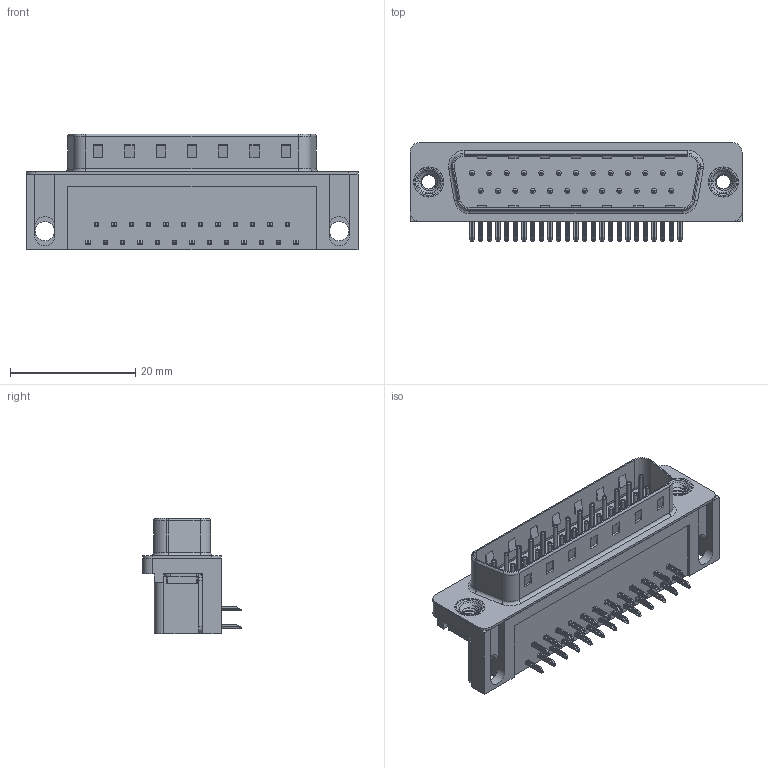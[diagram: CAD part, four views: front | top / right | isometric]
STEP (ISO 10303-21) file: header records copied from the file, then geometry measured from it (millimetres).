
FILE_DESCRIPTION (( 'STEP AP203' ), '1' );
FILE_NAME ('MHDR-25MNS-C1.STEP', '2025-11-26T16:57:12', ( '' ), ( '' ), 'SwSTEP 2.0', 'SolidWorks 2023', '' );
FILE_SCHEMA (( 'CONFIG_CONTROL_DESIGN' ));
Length unit declared in the file: millimetre
Products named in the file (7): MHDR Contact Top; MHDR Shell_25 Socket; MHDR 4-40 Threaded Rivet; MHDR Contact Bottom; MHDR Housing_25 Socket; MHDR Thru Hole Board Mount; MHDR-25MNS-C1
Assembly tree (31 placements, depth 2):
  MHDR-25MNS-C1
    MHDR Housing_25 Socket
    MHDR Shell_25 Socket
    MHDR Contact Bottom  x12
    MHDR Contact Top  x13
    MHDR Thru Hole Board Mount  x2
    MHDR 4-40 Threaded Rivet  x2
Bounding box: 53.04 x 15.73 x 18.5 mm (x, y, z)
Volume: 6394.4 mm3; surface area: 7718.1 mm2
Topology: 31 solids, 31 shells, 2261 faces, 5603 edges, 3461 vertices
Faces by surface type: plane 1403, cylinder 659, torus 181, cone 12, bspline 6
Entity records: 22598 total; most frequent: CARTESIAN_POINT 5163, DIRECTION 3386, ORIENTED_EDGE 3258, EDGE_CURVE 1629, VECTOR 1150, LINE 1150, AXIS2_PLACEMENT_3D 1118, VERTEX_POINT 1045
